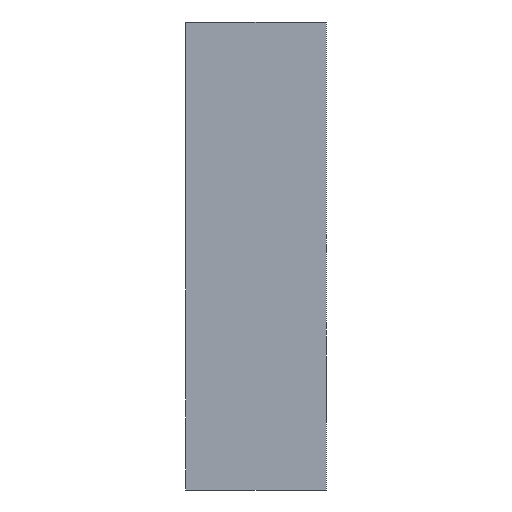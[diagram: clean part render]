
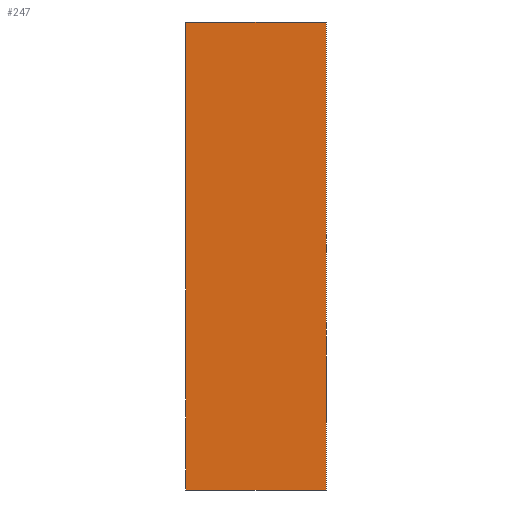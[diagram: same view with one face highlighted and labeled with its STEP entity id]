
A CAD part, front view. The second image highlights one B-rep face of the part: STEP entity #247.
In plain terms, the highlighted planar face has unit normal (0, -1, 0).
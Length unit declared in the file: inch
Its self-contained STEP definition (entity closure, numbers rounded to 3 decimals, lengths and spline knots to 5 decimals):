
#61=FACE_OUTER_BOUND('',#82,.T.);
#82=EDGE_LOOP('',(#195,#196,#197,#198));
#112=LINE('',#381,#124);
#116=LINE('',#399,#128);
#117=LINE('',#401,#129);
#118=LINE('',#402,#130);
#124=VECTOR('',#305,1.25);
#128=VECTOR('',#321,0.375);
#129=VECTOR('',#322,1.25);
#130=VECTOR('',#323,0.375);
#136=VERTEX_POINT('',#379);
#137=VERTEX_POINT('',#380);
#145=VERTEX_POINT('',#398);
#146=VERTEX_POINT('',#400);
#159=EDGE_CURVE('',#136,#137,#112,.T.);
#168=EDGE_CURVE('',#145,#136,#116,.T.);
#169=EDGE_CURVE('',#145,#146,#117,.T.);
#170=EDGE_CURVE('',#146,#137,#118,.T.);
#195=ORIENTED_EDGE('',*,*,#159,.F.);
#196=ORIENTED_EDGE('',*,*,#168,.F.);
#197=ORIENTED_EDGE('',*,*,#169,.T.);
#198=ORIENTED_EDGE('',*,*,#170,.T.);
#241=PLANE('',#276);
#247=ADVANCED_FACE('',(#61),#241,.T.);
#276=AXIS2_PLACEMENT_3D('',#397,#319,#320);
#305=DIRECTION('',(0.,0.,1.));
#319=DIRECTION('center_axis',(0.,-1.,0.));
#320=DIRECTION('ref_axis',(0.,0.,-1.));
#321=DIRECTION('',(-1.,0.,0.));
#322=DIRECTION('',(0.,0.,1.));
#323=DIRECTION('',(-1.,0.,0.));
#379=CARTESIAN_POINT('',(0.,0.,-0.625));
#380=CARTESIAN_POINT('',(0.,0.,0.625));
#381=CARTESIAN_POINT('',(0.,0.,-0.625));
#397=CARTESIAN_POINT('Origin',(0.,0.,0.625));
#398=CARTESIAN_POINT('',(0.375,0.,-0.625));
#399=CARTESIAN_POINT('',(0.375,0.,-0.625));
#400=CARTESIAN_POINT('',(0.375,0.,0.625));
#401=CARTESIAN_POINT('',(0.375,0.,-0.625));
#402=CARTESIAN_POINT('',(0.375,0.,0.625));
